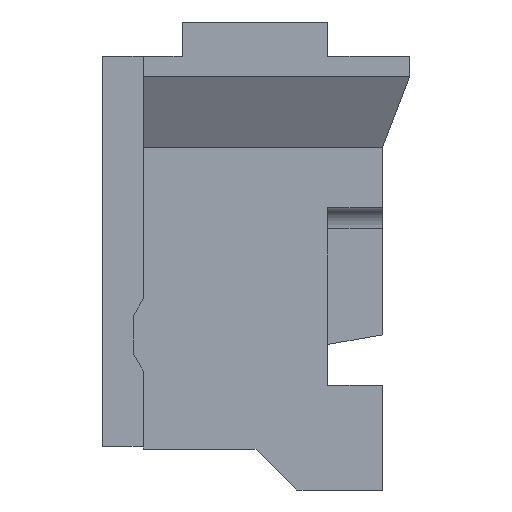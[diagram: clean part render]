
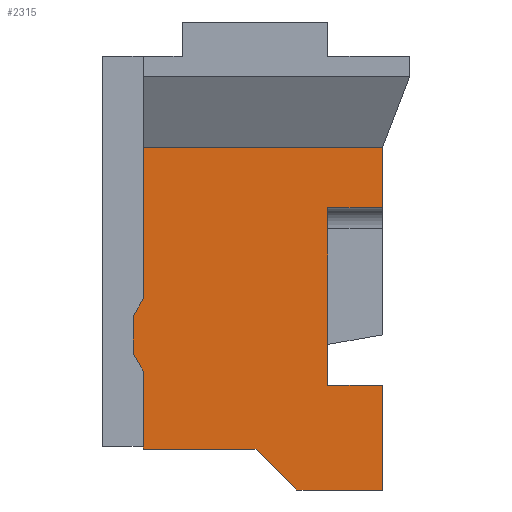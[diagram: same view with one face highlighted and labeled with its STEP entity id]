
A CAD part, left-side view. The second image highlights one B-rep face of the part: STEP entity #2315.
In plain terms, the highlighted planar face has unit normal (-1, 0, 0).
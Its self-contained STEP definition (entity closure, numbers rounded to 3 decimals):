
#10 = CARTESIAN_POINT ( 'NONE',  ( -3.297, -1.2, -0.6 ) ) ;
#14 = DIRECTION ( 'NONE',  ( 0., -1., 0. ) ) ;
#15 = EDGE_CURVE ( 'NONE', #528, #519, #225, .T. ) ;
#35 = LINE ( 'NONE', #2365, #779 ) ;
#39 = ORIENTED_EDGE ( 'NONE', *, *, #308, .F. ) ;
#72 = DIRECTION ( 'NONE',  ( 0., 0., -1. ) ) ;
#95 = ORIENTED_EDGE ( 'NONE', *, *, #361, .T. ) ;
#114 = CARTESIAN_POINT ( 'NONE',  ( -3.297, -0.6, 0. ) ) ;
#172 = ORIENTED_EDGE ( 'NONE', *, *, #2080, .F. ) ;
#181 = DIRECTION ( 'NONE',  ( 0., 0.707, 0.707 ) ) ;
#184 = VERTEX_POINT ( 'NONE', #282 ) ;
#199 = CARTESIAN_POINT ( 'NONE',  ( -3.297, 1.05, -0.6 ) ) ;
#201 = CARTESIAN_POINT ( 'NONE',  ( -3.297, -2.45, -0.6 ) ) ;
#225 = LINE ( 'NONE', #1893, #2127 ) ;
#260 = CARTESIAN_POINT ( 'NONE',  ( -3.297, -0.6, 0. ) ) ;
#282 = CARTESIAN_POINT ( 'NONE',  ( -3.297, -1.2, -0.6 ) ) ;
#301 = ORIENTED_EDGE ( 'NONE', *, *, #1832, .T. ) ;
#308 = EDGE_CURVE ( 'NONE', #2149, #1878, #35, .T. ) ;
#321 = LINE ( 'NONE', #1835, #1577 ) ;
#351 = ORIENTED_EDGE ( 'NONE', *, *, #1590, .T. ) ;
#361 = EDGE_CURVE ( 'NONE', #519, #1673, #1270, .T. ) ;
#362 = DIRECTION ( 'NONE',  ( 0., 0.5, -0.866 ) ) ;
#371 = DIRECTION ( 'NONE',  ( 0., -0.5, -0.866 ) ) ;
#400 = LINE ( 'NONE', #10, #1831 ) ;
#436 = DIRECTION ( 'NONE',  ( 0., 0., 1. ) ) ;
#477 = DIRECTION ( 'NONE',  ( 0., 1., 0. ) ) ;
#519 = VERTEX_POINT ( 'NONE', #980 ) ;
#528 = VERTEX_POINT ( 'NONE', #1712 ) ;
#569 = LINE ( 'NONE', #1943, #2097 ) ;
#575 = LINE ( 'NONE', #1734, #1481 ) ;
#613 = EDGE_CURVE ( 'NONE', #2149, #735, #1054, .T. ) ;
#628 = VERTEX_POINT ( 'NONE', #2322 ) ;
#678 = VERTEX_POINT ( 'NONE', #114 ) ;
#706 = ORIENTED_EDGE ( 'NONE', *, *, #1537, .F. ) ;
#711 = VECTOR ( 'NONE', #1335, 1000. ) ;
#733 = ORIENTED_EDGE ( 'NONE', *, *, #1189, .F. ) ;
#735 = VERTEX_POINT ( 'NONE', #1612 ) ;
#779 = VECTOR ( 'NONE', #2024, 1000. ) ;
#848 = CARTESIAN_POINT ( 'NONE',  ( -3.297, 1.05, 1.14 ) ) ;
#873 = ORIENTED_EDGE ( 'NONE', *, *, #1796, .F. ) ;
#912 = VERTEX_POINT ( 'NONE', #2140 ) ;
#915 = FACE_OUTER_BOUND ( 'NONE', #1914, .T. ) ;
#939 = ORIENTED_EDGE ( 'NONE', *, *, #613, .T. ) ;
#960 = DIRECTION ( 'NONE',  ( 0., 0., -1. ) ) ;
#975 = VERTEX_POINT ( 'NONE', #2359 ) ;
#980 = CARTESIAN_POINT ( 'NONE',  ( -3.297, 1.2, 1.4 ) ) ;
#1054 = LINE ( 'NONE', #1911, #1085 ) ;
#1085 = VECTOR ( 'NONE', #1364, 1000. ) ;
#1134 = VERTEX_POINT ( 'NONE', #201 ) ;
#1180 = CARTESIAN_POINT ( 'NONE',  ( -3.297, -1.65, 0.93 ) ) ;
#1183 = EDGE_CURVE ( 'NONE', #628, #528, #321, .T. ) ;
#1187 = VECTOR ( 'NONE', #1372, 1000. ) ;
#1189 = EDGE_CURVE ( 'NONE', #184, #678, #400, .T. ) ;
#1197 = DIRECTION ( 'NONE',  ( 0., 0., -1. ) ) ;
#1205 = LINE ( 'NONE', #1180, #711 ) ;
#1244 = VECTOR ( 'NONE', #1297, 1000. ) ;
#1270 = LINE ( 'NONE', #1464, #2133 ) ;
#1297 = DIRECTION ( 'NONE',  ( 0., 0., -1. ) ) ;
#1321 = CARTESIAN_POINT ( 'NONE',  ( -3.297, 1.05, 1.14 ) ) ;
#1335 = DIRECTION ( 'NONE',  ( 0., -1., 0. ) ) ;
#1364 = DIRECTION ( 'NONE',  ( 0., 1., 0. ) ) ;
#1372 = DIRECTION ( 'NONE',  ( 0., 1., 0. ) ) ;
#1410 = VERTEX_POINT ( 'NONE', #1788 ) ;
#1440 = ORIENTED_EDGE ( 'NONE', *, *, #1601, .T. ) ;
#1464 = CARTESIAN_POINT ( 'NONE',  ( -3.297, 1.2, 1.4 ) ) ;
#1481 = VECTOR ( 'NONE', #1904, 1000. ) ;
#1525 = DIRECTION ( 'NONE',  ( -1., 0., 0. ) ) ;
#1537 = EDGE_CURVE ( 'NONE', #975, #1134, #1717, .T. ) ;
#1543 = CARTESIAN_POINT ( 'NONE',  ( -3.297, -2.45, 3.53 ) ) ;
#1577 = VECTOR ( 'NONE', #362, 1000. ) ;
#1590 = EDGE_CURVE ( 'NONE', #1410, #1878, #1748, .T. ) ;
#1597 = VECTOR ( 'NONE', #1197, 1000. ) ;
#1601 = EDGE_CURVE ( 'NONE', #735, #628, #2184, .T. ) ;
#1612 = CARTESIAN_POINT ( 'NONE',  ( -3.297, 1.05, 4.411 ) ) ;
#1641 = CARTESIAN_POINT ( 'NONE',  ( -3.297, 4.144, 3.53 ) ) ;
#1650 = LINE ( 'NONE', #260, #1187 ) ;
#1673 = VERTEX_POINT ( 'NONE', #1321 ) ;
#1709 = CARTESIAN_POINT ( 'NONE',  ( -3.297, 1.65, -0.6 ) ) ;
#1712 = CARTESIAN_POINT ( 'NONE',  ( -3.297, 1.2, 1.94 ) ) ;
#1717 = LINE ( 'NONE', #1845, #1830 ) ;
#1734 = CARTESIAN_POINT ( 'NONE',  ( -3.297, -1.65, -0.6 ) ) ;
#1748 = LINE ( 'NONE', #1641, #2104 ) ;
#1788 = CARTESIAN_POINT ( 'NONE',  ( -3.297, -1.65, 3.53 ) ) ;
#1796 = EDGE_CURVE ( 'NONE', #678, #912, #1650, .T. ) ;
#1799 = ORIENTED_EDGE ( 'NONE', *, *, #2105, .T. ) ;
#1809 = VERTEX_POINT ( 'NONE', #1913 ) ;
#1823 = AXIS2_PLACEMENT_3D ( 'NONE', #1709, #1525, #436 ) ;
#1830 = VECTOR ( 'NONE', #960, 1000. ) ;
#1831 = VECTOR ( 'NONE', #181, 1000. ) ;
#1832 = EDGE_CURVE ( 'NONE', #1809, #1410, #575, .T. ) ;
#1835 = CARTESIAN_POINT ( 'NONE',  ( -3.297, 1.05, 2.2 ) ) ;
#1845 = CARTESIAN_POINT ( 'NONE',  ( -3.297, -2.45, 0.93 ) ) ;
#1869 = ORIENTED_EDGE ( 'NONE', *, *, #15, .T. ) ;
#1878 = VERTEX_POINT ( 'NONE', #1543 ) ;
#1893 = CARTESIAN_POINT ( 'NONE',  ( -3.297, 1.2, 1.94 ) ) ;
#1898 = PLANE ( 'NONE',  #1823 ) ;
#1904 = DIRECTION ( 'NONE',  ( 0., 0., 1. ) ) ;
#1911 = CARTESIAN_POINT ( 'NONE',  ( -3.297, 1.65, 4.411 ) ) ;
#1913 = CARTESIAN_POINT ( 'NONE',  ( -3.297, -1.65, 0.93 ) ) ;
#1914 = EDGE_LOOP ( 'NONE', ( #351, #39, #939, #1440, #2210, #1869, #95, #1799, #873, #733, #172, #706, #2334, #301 ) ) ;
#1939 = CARTESIAN_POINT ( 'NONE',  ( -3.297, -2.45, 4.411 ) ) ;
#1943 = CARTESIAN_POINT ( 'NONE',  ( -3.297, 1.65, -0.6 ) ) ;
#2024 = DIRECTION ( 'NONE',  ( 0., 0., -1. ) ) ;
#2080 = EDGE_CURVE ( 'NONE', #1134, #184, #569, .T. ) ;
#2097 = VECTOR ( 'NONE', #477, 1000. ) ;
#2104 = VECTOR ( 'NONE', #14, 1000. ) ;
#2105 = EDGE_CURVE ( 'NONE', #1673, #912, #2358, .T. ) ;
#2127 = VECTOR ( 'NONE', #72, 1000. ) ;
#2133 = VECTOR ( 'NONE', #371, 1000. ) ;
#2140 = CARTESIAN_POINT ( 'NONE',  ( -3.297, 1.05, 0. ) ) ;
#2149 = VERTEX_POINT ( 'NONE', #1939 ) ;
#2184 = LINE ( 'NONE', #199, #1244 ) ;
#2210 = ORIENTED_EDGE ( 'NONE', *, *, #1183, .T. ) ;
#2315 = ADVANCED_FACE ( 'NONE', ( #915 ), #1898, .T. ) ;
#2322 = CARTESIAN_POINT ( 'NONE',  ( -3.297, 1.05, 2.2 ) ) ;
#2334 = ORIENTED_EDGE ( 'NONE', *, *, #2347, .F. ) ;
#2347 = EDGE_CURVE ( 'NONE', #1809, #975, #1205, .T. ) ;
#2358 = LINE ( 'NONE', #848, #1597 ) ;
#2359 = CARTESIAN_POINT ( 'NONE',  ( -3.297, -2.45, 0.93 ) ) ;
#2365 = CARTESIAN_POINT ( 'NONE',  ( -3.297, -2.45, 4.411 ) ) ;
